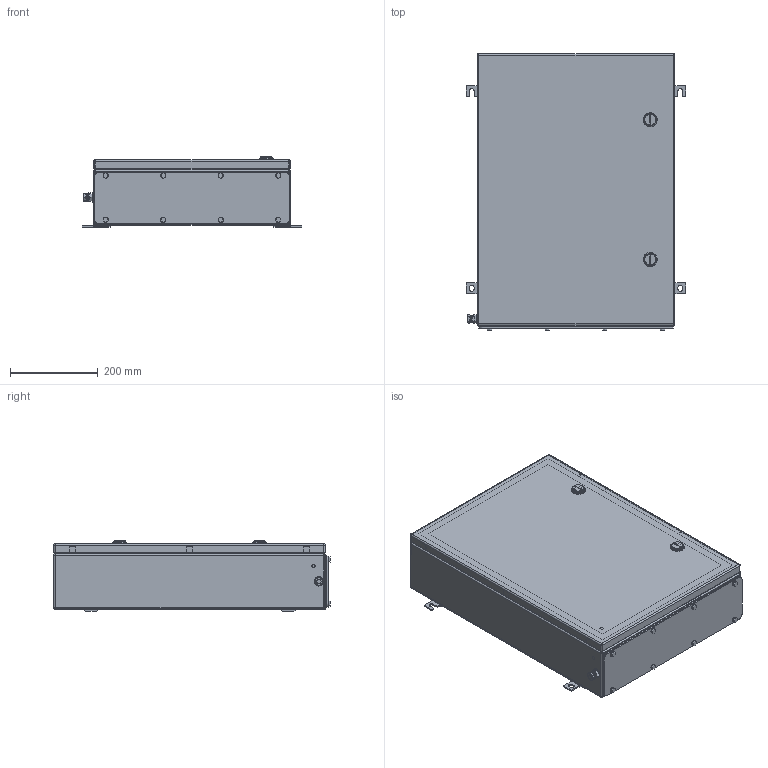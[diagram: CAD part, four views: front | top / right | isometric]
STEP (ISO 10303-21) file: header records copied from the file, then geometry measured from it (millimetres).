
FILE_DESCRIPTION(('CATIA V5 STEP Exchange','CAx-IF Rec.Pracs.--- Model Styling and Organization---1.4--- 2014-01-23'),'2;1');
FILE_NAME ('008839-8_3_1200670000_1200670000.stp','2019-09-23T09:11:27+00:00',('none'),('Weidmueller'),'CATIA Version 5-6 Release 2016 SP3 HF44','CATIA V5 STEP AP214','none');
FILE_SCHEMA(('AUTOMOTIVE_DESIGN { 1 0 10303 214 1 1 1 1 }'));
Length unit declared in the file: millimetre
Products named in the file (1): 1200670000
Bounding box: 501 x 631 x 159.8 mm (x, y, z)
Volume: 1815214 mm3; surface area: 2160554.6 mm2
Topology: 71 solids, 73 shells, 1423 faces, 3296 edges, 2062 vertices
Faces by surface type: plane 669, cylinder 560, cone 140, sphere 24, torus 22, bspline 8
Entity records: 38421 total; most frequent: CARTESIAN_POINT 7874, ORIENTED_EDGE 6480, DIRECTION 5201, EDGE_CURVE 3240, AXIS2_PLACEMENT_3D 2236, VERTEX_POINT 2062, VECTOR 1880, LINE 1880
